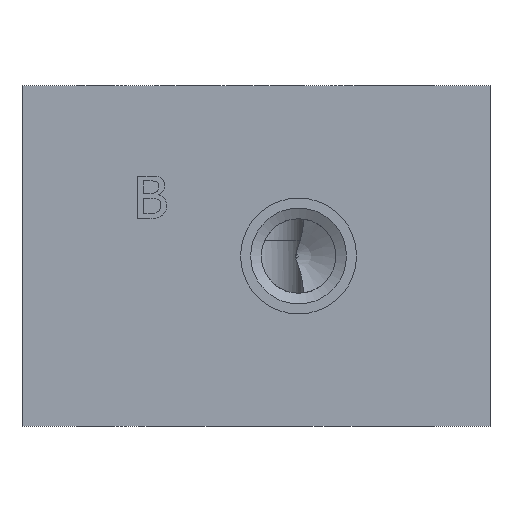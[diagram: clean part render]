
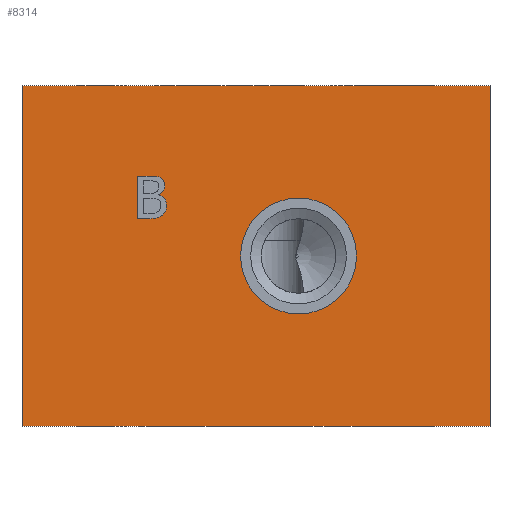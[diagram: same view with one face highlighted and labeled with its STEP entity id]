
A CAD part, front view. The second image highlights one B-rep face of the part: STEP entity #8314.
In plain terms, the highlighted planar face has unit normal (0, -1, 0).
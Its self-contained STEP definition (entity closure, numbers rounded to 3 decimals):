
#59=CIRCLE('',#8644,8.649);
#60=CIRCLE('',#8645,8.649);
#182=FACE_BOUND('',#1291,.T.);
#183=FACE_BOUND('',#1292,.T.);
#464=PLANE('',#8643);
#838=FACE_OUTER_BOUND('',#1290,.T.);
#1290=EDGE_LOOP('',(#7131,#7132,#7133,#7134));
#1291=EDGE_LOOP('',(#7135,#7136,#7137,#7138,#7139,#7140,#7141,#7142,#7143,
#7144));
#1292=EDGE_LOOP('',(#7145,#7146));
#1694=LINE('',#12465,#2517);
#2136=LINE('',#13664,#2959);
#2142=LINE('',#13727,#2965);
#2145=LINE('',#13733,#2968);
#2148=LINE('',#13739,#2971);
#2152=LINE('',#13781,#2975);
#2153=LINE('',#13783,#2976);
#2154=LINE('',#13784,#2977);
#2517=VECTOR('',#9288,10.);
#2959=VECTOR('',#10058,10.);
#2965=VECTOR('',#10066,10.);
#2968=VECTOR('',#10071,10.);
#2971=VECTOR('',#10076,10.);
#2975=VECTOR('',#10084,10.);
#2976=VECTOR('',#10085,10.);
#2977=VECTOR('',#10086,10.);
#3217=B_SPLINE_CURVE_WITH_KNOTS('',2,(#13650,#13651,#13652,#13653),
 .UNSPECIFIED.,.F.,.F.,(3,1,3),(0.,1.,2.),.UNSPECIFIED.);
#3219=B_SPLINE_CURVE_WITH_KNOTS('',2,(#13677,#13678,#13679,#13680),
 .UNSPECIFIED.,.F.,.F.,(3,1,3),(0.,1.,2.),.UNSPECIFIED.);
#3221=B_SPLINE_CURVE_WITH_KNOTS('',2,(#13696,#13697,#13698,#13699),
 .UNSPECIFIED.,.F.,.F.,(3,1,3),(0.,1.,2.),.UNSPECIFIED.);
#3223=B_SPLINE_CURVE_WITH_KNOTS('',2,(#13715,#13716,#13717,#13718),
 .UNSPECIFIED.,.F.,.F.,(3,1,3),(0.,1.,2.),.UNSPECIFIED.);
#3225=B_SPLINE_CURVE_WITH_KNOTS('',2,(#13752,#13753,#13754,#13755),
 .UNSPECIFIED.,.F.,.F.,(3,1,3),(0.,1.,2.),.UNSPECIFIED.);
#3227=B_SPLINE_CURVE_WITH_KNOTS('',2,(#13770,#13771,#13772,#13773),
 .UNSPECIFIED.,.F.,.F.,(3,1,3),(0.,1.,2.),.UNSPECIFIED.);
#3582=VERTEX_POINT('',#12458);
#3585=VERTEX_POINT('',#12463);
#3902=VERTEX_POINT('',#13648);
#3903=VERTEX_POINT('',#13649);
#3906=VERTEX_POINT('',#13663);
#3908=VERTEX_POINT('',#13676);
#3910=VERTEX_POINT('',#13695);
#3912=VERTEX_POINT('',#13714);
#3914=VERTEX_POINT('',#13726);
#3916=VERTEX_POINT('',#13732);
#3918=VERTEX_POINT('',#13738);
#3920=VERTEX_POINT('',#13751);
#3922=VERTEX_POINT('',#13780);
#3923=VERTEX_POINT('',#13782);
#3924=VERTEX_POINT('',#13785);
#3925=VERTEX_POINT('',#13786);
#4524=EDGE_CURVE('',#3582,#3585,#1694,.T.);
#4998=EDGE_CURVE('',#3902,#3903,#3217,.T.);
#5002=EDGE_CURVE('',#3906,#3902,#2136,.T.);
#5005=EDGE_CURVE('',#3908,#3906,#3219,.T.);
#5008=EDGE_CURVE('',#3910,#3908,#3221,.T.);
#5011=EDGE_CURVE('',#3912,#3910,#3223,.T.);
#5014=EDGE_CURVE('',#3914,#3912,#2142,.T.);
#5017=EDGE_CURVE('',#3916,#3914,#2145,.T.);
#5020=EDGE_CURVE('',#3918,#3916,#2148,.T.);
#5023=EDGE_CURVE('',#3920,#3918,#3225,.T.);
#5026=EDGE_CURVE('',#3903,#3920,#3227,.T.);
#5028=EDGE_CURVE('',#3922,#3582,#2152,.T.);
#5029=EDGE_CURVE('',#3923,#3585,#2153,.T.);
#5030=EDGE_CURVE('',#3922,#3923,#2154,.T.);
#5031=EDGE_CURVE('',#3924,#3925,#59,.T.);
#5032=EDGE_CURVE('',#3925,#3924,#60,.T.);
#7131=ORIENTED_EDGE('',*,*,#5028,.T.);
#7132=ORIENTED_EDGE('',*,*,#4524,.T.);
#7133=ORIENTED_EDGE('',*,*,#5029,.F.);
#7134=ORIENTED_EDGE('',*,*,#5030,.F.);
#7135=ORIENTED_EDGE('',*,*,#4998,.T.);
#7136=ORIENTED_EDGE('',*,*,#5026,.T.);
#7137=ORIENTED_EDGE('',*,*,#5023,.T.);
#7138=ORIENTED_EDGE('',*,*,#5020,.T.);
#7139=ORIENTED_EDGE('',*,*,#5017,.T.);
#7140=ORIENTED_EDGE('',*,*,#5014,.T.);
#7141=ORIENTED_EDGE('',*,*,#5011,.T.);
#7142=ORIENTED_EDGE('',*,*,#5008,.T.);
#7143=ORIENTED_EDGE('',*,*,#5005,.T.);
#7144=ORIENTED_EDGE('',*,*,#5002,.T.);
#7145=ORIENTED_EDGE('',*,*,#5031,.T.);
#7146=ORIENTED_EDGE('',*,*,#5032,.T.);
#8314=ADVANCED_FACE('',(#838,#182,#183),#464,.T.);
#8643=AXIS2_PLACEMENT_3D('',#13779,#10082,#10083);
#8644=AXIS2_PLACEMENT_3D('',#13787,#10087,#10088);
#8645=AXIS2_PLACEMENT_3D('',#13788,#10089,#10090);
#9288=DIRECTION('',(0.,0.,1.));
#10058=DIRECTION('',(0.,0.,-1.));
#10066=DIRECTION('',(1.,0.,0.));
#10071=DIRECTION('',(0.,0.,1.));
#10076=DIRECTION('',(-1.,0.,0.));
#10082=DIRECTION('center_axis',(0.,-1.,0.));
#10083=DIRECTION('ref_axis',(1.,0.,0.));
#10084=DIRECTION('',(1.,0.,0.));
#10085=DIRECTION('',(1.,0.,0.));
#10086=DIRECTION('',(0.,0.,1.));
#10087=DIRECTION('center_axis',(0.,1.,0.));
#10088=DIRECTION('ref_axis',(1.,0.,0.));
#10089=DIRECTION('center_axis',(0.,1.,0.));
#10090=DIRECTION('ref_axis',(1.,0.,0.));
#12458=CARTESIAN_POINT('',(69.85,0.,0.));
#12463=CARTESIAN_POINT('',(69.85,0.,50.8));
#12465=CARTESIAN_POINT('',(69.85,0.,0.));
#13648=CARTESIAN_POINT('',(20.399,0.,34.518));
#13649=CARTESIAN_POINT('',(21.587,0.,32.938));
#13650=CARTESIAN_POINT('Ctrl Pts',(20.399,0.,34.518));
#13651=CARTESIAN_POINT('Ctrl Pts',(20.965,0.,34.364));
#13652=CARTESIAN_POINT('Ctrl Pts',(21.587,0.,33.545));
#13653=CARTESIAN_POINT('Ctrl Pts',(21.587,0.,32.938));
#13663=CARTESIAN_POINT('',(20.399,0.,34.549));
#13664=CARTESIAN_POINT('',(20.399,0.,17.274));
#13676=CARTESIAN_POINT('',(21.289,0.,35.907));
#13677=CARTESIAN_POINT('Ctrl Pts',(21.289,0.,35.907));
#13678=CARTESIAN_POINT('Ctrl Pts',(21.289,0.,35.46));
#13679=CARTESIAN_POINT('Ctrl Pts',(20.815,0.,34.75));
#13680=CARTESIAN_POINT('Ctrl Pts',(20.399,0.,34.549));
#13695=CARTESIAN_POINT('',(20.63,0.,37.081));
#13696=CARTESIAN_POINT('Ctrl Pts',(20.63,0.,37.081));
#13697=CARTESIAN_POINT('Ctrl Pts',(20.975,0.,36.901));
#13698=CARTESIAN_POINT('Ctrl Pts',(21.289,0.,36.309));
#13699=CARTESIAN_POINT('Ctrl Pts',(21.289,0.,35.907));
#13714=CARTESIAN_POINT('',(18.963,0.,37.338));
#13715=CARTESIAN_POINT('Ctrl Pts',(18.963,0.,37.338));
#13716=CARTESIAN_POINT('Ctrl Pts',(19.642,0.,37.338));
#13717=CARTESIAN_POINT('Ctrl Pts',(20.321,0.,37.251));
#13718=CARTESIAN_POINT('Ctrl Pts',(20.63,0.,37.081));
#13726=CARTESIAN_POINT('',(17.28,0.,37.338));
#13727=CARTESIAN_POINT('',(8.64,0.,37.338));
#13732=CARTESIAN_POINT('',(17.28,0.,30.988));
#13733=CARTESIAN_POINT('',(17.28,0.,15.494));
#13738=CARTESIAN_POINT('',(19.102,0.,30.988));
#13739=CARTESIAN_POINT('',(9.551,0.,30.988));
#13751=CARTESIAN_POINT('',(20.929,0.,31.503));
#13752=CARTESIAN_POINT('Ctrl Pts',(20.929,0.,31.503));
#13753=CARTESIAN_POINT('Ctrl Pts',(20.568,0.,31.225));
#13754=CARTESIAN_POINT('Ctrl Pts',(19.75,0.,30.988));
#13755=CARTESIAN_POINT('Ctrl Pts',(19.102,0.,30.988));
#13770=CARTESIAN_POINT('Ctrl Pts',(21.587,0.,32.938));
#13771=CARTESIAN_POINT('Ctrl Pts',(21.587,0.,32.465));
#13772=CARTESIAN_POINT('Ctrl Pts',(21.227,0.,31.739));
#13773=CARTESIAN_POINT('Ctrl Pts',(20.929,0.,31.503));
#13779=CARTESIAN_POINT('Origin',(0.,0.,0.));
#13780=CARTESIAN_POINT('',(0.,0.,0.));
#13781=CARTESIAN_POINT('',(0.,0.,0.));
#13782=CARTESIAN_POINT('',(0.,0.,50.8));
#13783=CARTESIAN_POINT('',(0.,0.,50.8));
#13784=CARTESIAN_POINT('',(0.,0.,0.));
#13785=CARTESIAN_POINT('',(49.924,0.,25.4));
#13786=CARTESIAN_POINT('',(32.626,0.,25.4));
#13787=CARTESIAN_POINT('Origin',(41.275,0.,25.4));
#13788=CARTESIAN_POINT('Origin',(41.275,0.,25.4));
